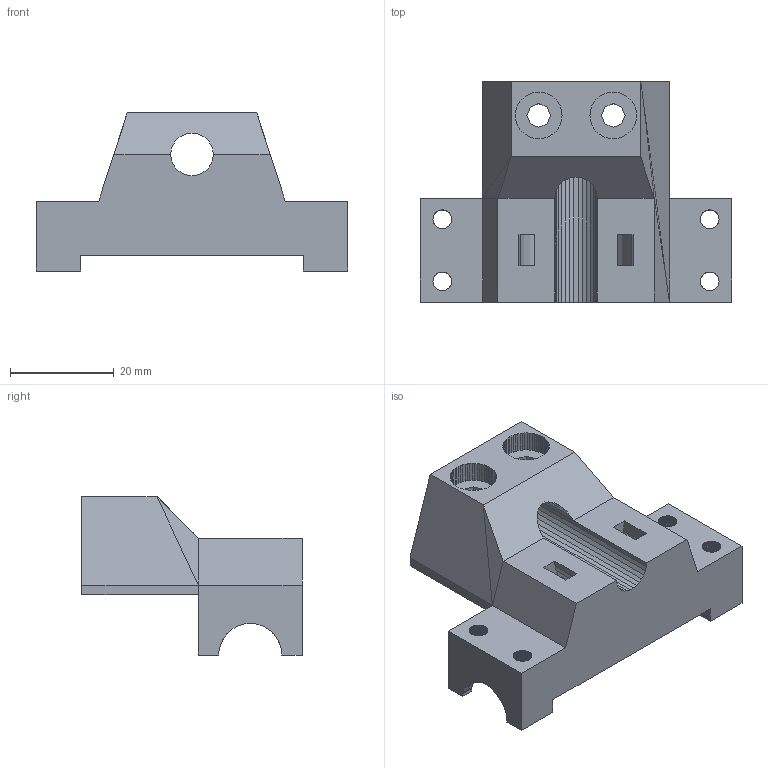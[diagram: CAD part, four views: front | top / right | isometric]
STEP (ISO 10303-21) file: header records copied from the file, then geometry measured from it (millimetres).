
FILE_DESCRIPTION(('FreeCAD Model'),'2;1');
FILE_NAME('CustomBushingXYBlockFromSTL.step' ,'2015-11-12T18:19:09',('FreeCAD'),('FreeCAD'), 'Open CASCADE STEP processor 6.7','FreeCAD','Unknown');
FILE_SCHEMA(('AUTOMOTIVE_DESIGN_CC2 { 1 2 10303 214 -1 1 5 4 }'));
Length unit declared in the file: millimetre
Products named in the file (1): CustomBushingXYBlockFromSTL
Bounding box: 60.2 x 42.5 x 30.5 mm (x, y, z)
Volume: 26352.2 mm3; surface area: 9867.2 mm2
Topology: 1 solids, 1 shells, 736 faces, 1749 edges, 1012 vertices
Faces by surface type: plane 736
Entity records: 42557 total; most frequent: CARTESIAN_POINT 7386, DIRECTION 6331, LINE 4857, VECTOR 4857, ORIENTED_EDGE 3498, PCURVE 3498, DEFINITIONAL_REPRESENTATION 3498, EDGE_CURVE 1749
